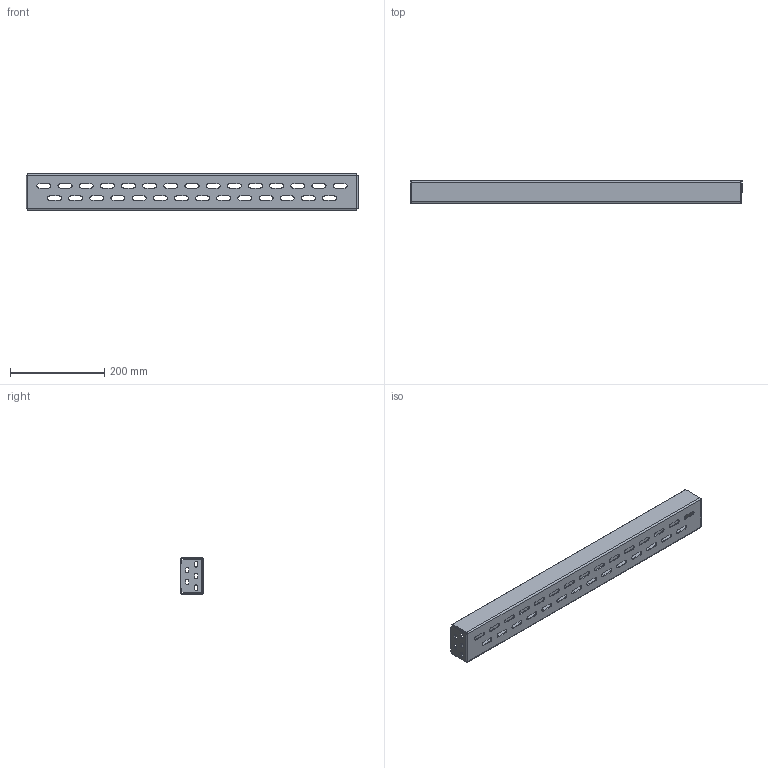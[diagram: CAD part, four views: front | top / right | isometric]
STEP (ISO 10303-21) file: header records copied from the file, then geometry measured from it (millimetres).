
FILE_DESCRIPTION (( 'STEP AP214' ), '1' );
FILE_NAME ('FO-00-RSP-080 FORMAT Ðåéêà ïîïåðå÷íàÿ óñèëåííàÿ 800ìì (2øò_êîìïë) IEK.STEP', '2022-05-30T13:43:33', ( '' ), ( '' ), 'SwSTEP 2.0', 'SolidWorks 2017', '' );
FILE_SCHEMA (( 'AUTOMOTIVE_DESIGN' ));
Length unit declared in the file: millimetre
Products named in the file (1): FO-00-RSP-080 FORMAT Ðåéêà ïîïåðå÷íàÿ óñèëåííàÿ 800ìì (2øò_êîìïë) IEK
Bounding box: 706 x 48 x 78 mm (x, y, z)
Volume: 259065.3 mm3; surface area: 267689.1 mm2
Topology: 1 solids, 1 shells, 218 faces, 604 edges, 388 vertices
Faces by surface type: plane 128, cylinder 90
Entity records: 7130 total; most frequent: DIRECTION 1226, CARTESIAN_POINT 1211, ORIENTED_EDGE 1208, EDGE_CURVE 604, VECTOR 420, LINE 420, AXIS2_PLACEMENT_3D 403, VERTEX_POINT 388
